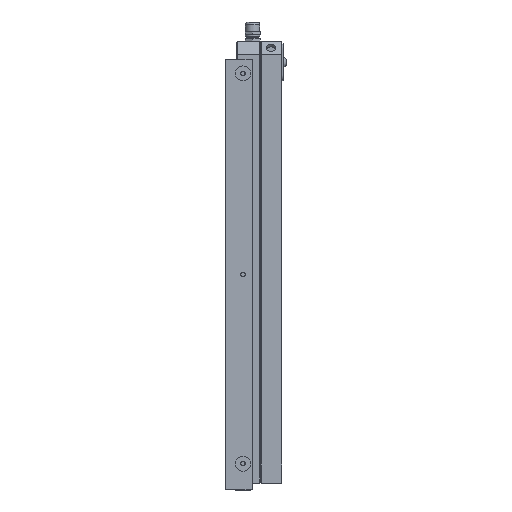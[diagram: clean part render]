
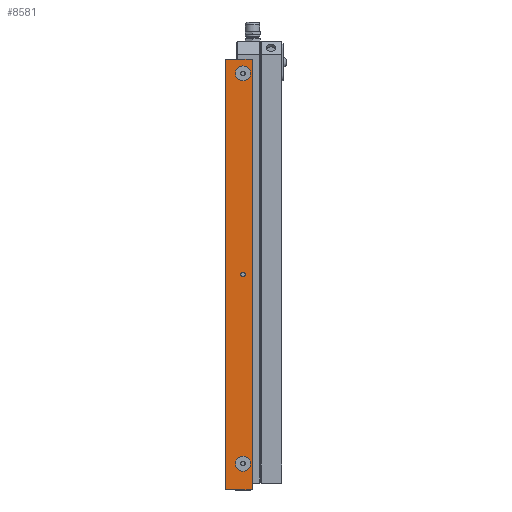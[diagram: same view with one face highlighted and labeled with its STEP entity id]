
A CAD part, left-side view. The second image highlights one B-rep face of the part: STEP entity #8581.
In plain terms, the highlighted planar face has unit normal (-1, 0, 0).
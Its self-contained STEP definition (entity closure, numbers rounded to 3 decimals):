
#5 = DIRECTION ( 'NONE',  ( 0., 0., 1. ) ) ;
#294 = VERTEX_POINT ( 'NONE', #7578 ) ;
#1007 = PLANE ( 'NONE',  #15192 ) ;
#1149 = CIRCLE ( 'NONE', #11684, 3.899 ) ;
#1909 = ORIENTED_EDGE ( 'NONE', *, *, #17273, .T. ) ;
#2083 = DIRECTION ( 'NONE',  ( 0., 1., 0. ) ) ;
#2515 = CARTESIAN_POINT ( 'NONE',  ( -118., 0.2, -5.37 ) ) ;
#2703 = DIRECTION ( 'NONE',  ( 0., 0., 1. ) ) ;
#2748 = VECTOR ( 'NONE', #12013, 1000. ) ;
#3182 = AXIS2_PLACEMENT_3D ( 'NONE', #10986, #12591, #11178 ) ;
#3627 = AXIS2_PLACEMENT_3D ( 'NONE', #8491, #15394, #12860 ) ;
#3950 = VERTEX_POINT ( 'NONE', #2515 ) ;
#4317 = CARTESIAN_POINT ( 'NONE',  ( -118., -4.55, -118. ) ) ;
#5714 = ORIENTED_EDGE ( 'NONE', *, *, #13850, .F. ) ;
#5776 = CIRCLE ( 'NONE', #3627, 1.13 ) ;
#7578 = CARTESIAN_POINT ( 'NONE',  ( -118., -4.55, 105. ) ) ;
#7812 = CARTESIAN_POINT ( 'NONE',  ( -118., -4.55, 105. ) ) ;
#8220 = FACE_BOUND ( 'NONE', #11538, .T. ) ;
#8491 = CARTESIAN_POINT ( 'NONE',  ( -118., 0.2, -6.5 ) ) ;
#8508 = ORIENTED_EDGE ( 'NONE', *, *, #10142, .F. ) ;
#8581 = ADVANCED_FACE ( 'NONE', ( #12395, #15235, #8220, #13921 ), #1007, .T. ) ;
#8637 = VECTOR ( 'NONE', #14847, 1000. ) ;
#8694 = CARTESIAN_POINT ( 'NONE',  ( -118., 0.2, 97.75 ) ) ;
#8793 = EDGE_CURVE ( 'NONE', #3950, #3950, #5776, .T. ) ;
#9139 = VERTEX_POINT ( 'NONE', #12027 ) ;
#9142 = CARTESIAN_POINT ( 'NONE',  ( -118., 9.2, -6.5 ) ) ;
#9275 = CARTESIAN_POINT ( 'NONE',  ( -118., -4.55, -118. ) ) ;
#10142 = EDGE_CURVE ( 'NONE', #14106, #11205, #10917, .T. ) ;
#10434 = VERTEX_POINT ( 'NONE', #18146 ) ;
#10597 = LINE ( 'NONE', #7812, #2748 ) ;
#10917 = LINE ( 'NONE', #9275, #18051 ) ;
#10986 = CARTESIAN_POINT ( 'NONE',  ( -118., 0.2, -104.5 ) ) ;
#11178 = DIRECTION ( 'NONE',  ( 0., 0., 1. ) ) ;
#11202 = CARTESIAN_POINT ( 'NONE',  ( -118., 9.2, -118. ) ) ;
#11205 = VERTEX_POINT ( 'NONE', #11202 ) ;
#11314 = CARTESIAN_POINT ( 'NONE',  ( -118., -4.55, -118. ) ) ;
#11538 = EDGE_LOOP ( 'NONE', ( #13566 ) ) ;
#11684 = AXIS2_PLACEMENT_3D ( 'NONE', #8694, #14473, #11752 ) ;
#11752 = DIRECTION ( 'NONE',  ( 0., 0., 1. ) ) ;
#12013 = DIRECTION ( 'NONE',  ( 0., 1., 0. ) ) ;
#12027 = CARTESIAN_POINT ( 'NONE',  ( -118., 0.2, -100.601 ) ) ;
#12330 = EDGE_CURVE ( 'NONE', #11205, #13304, #16354, .T. ) ;
#12366 = EDGE_LOOP ( 'NONE', ( #5714 ) ) ;
#12395 = FACE_BOUND ( 'NONE', #17763, .T. ) ;
#12591 = DIRECTION ( 'NONE',  ( -1., 0., 0. ) ) ;
#12860 = DIRECTION ( 'NONE',  ( 0., 0., 1. ) ) ;
#12885 = DIRECTION ( 'NONE',  ( -1., 0., 0. ) ) ;
#13010 = ORIENTED_EDGE ( 'NONE', *, *, #8793, .F. ) ;
#13304 = VERTEX_POINT ( 'NONE', #17708 ) ;
#13566 = ORIENTED_EDGE ( 'NONE', *, *, #14857, .F. ) ;
#13850 = EDGE_CURVE ( 'NONE', #9139, #9139, #16411, .T. ) ;
#13921 = FACE_OUTER_BOUND ( 'NONE', #17372, .T. ) ;
#13962 = EDGE_CURVE ( 'NONE', #14106, #294, #14910, .T. ) ;
#14106 = VERTEX_POINT ( 'NONE', #11314 ) ;
#14473 = DIRECTION ( 'NONE',  ( -1., 0., 0. ) ) ;
#14847 = DIRECTION ( 'NONE',  ( 0., 0., 1. ) ) ;
#14857 = EDGE_CURVE ( 'NONE', #10434, #10434, #1149, .T. ) ;
#14910 = LINE ( 'NONE', #15711, #14934 ) ;
#14934 = VECTOR ( 'NONE', #5, 1000. ) ;
#15192 = AXIS2_PLACEMENT_3D ( 'NONE', #4317, #12885, #2703 ) ;
#15235 = FACE_BOUND ( 'NONE', #12366, .T. ) ;
#15394 = DIRECTION ( 'NONE',  ( -1., 0., 0. ) ) ;
#15503 = ORIENTED_EDGE ( 'NONE', *, *, #12330, .F. ) ;
#15711 = CARTESIAN_POINT ( 'NONE',  ( -118., -4.55, -118. ) ) ;
#16354 = LINE ( 'NONE', #9142, #8637 ) ;
#16411 = CIRCLE ( 'NONE', #3182, 3.899 ) ;
#17273 = EDGE_CURVE ( 'NONE', #294, #13304, #10597, .T. ) ;
#17372 = EDGE_LOOP ( 'NONE', ( #15503, #8508, #18608, #1909 ) ) ;
#17708 = CARTESIAN_POINT ( 'NONE',  ( -118., 9.2, 105. ) ) ;
#17763 = EDGE_LOOP ( 'NONE', ( #13010 ) ) ;
#18051 = VECTOR ( 'NONE', #2083, 1000. ) ;
#18146 = CARTESIAN_POINT ( 'NONE',  ( -118., 0.2, 101.649 ) ) ;
#18608 = ORIENTED_EDGE ( 'NONE', *, *, #13962, .T. ) ;
